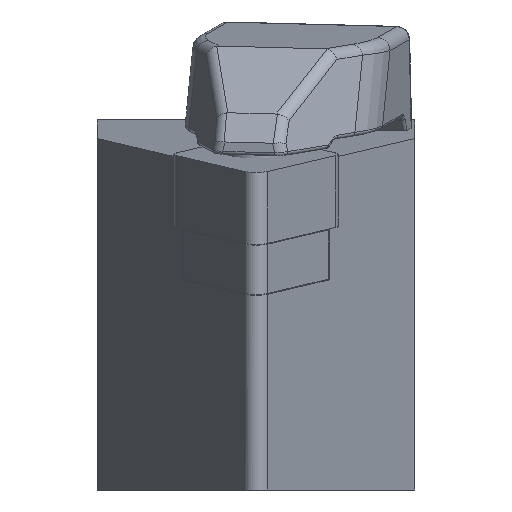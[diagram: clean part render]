
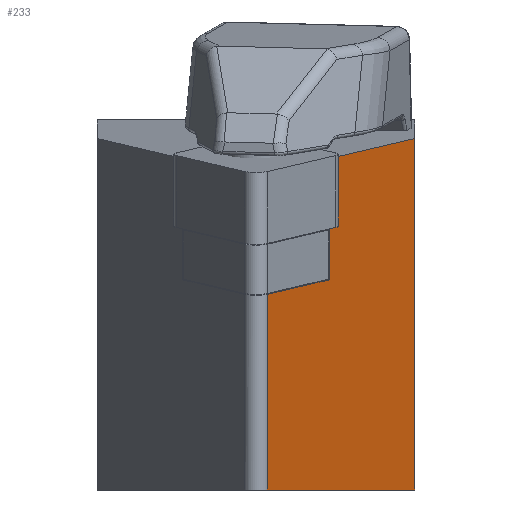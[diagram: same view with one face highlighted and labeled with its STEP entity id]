
A CAD part, left-side view. The second image highlights one B-rep face of the part: STEP entity #233.
In plain terms, the highlighted planar face has unit normal (-0.458, -0.887, -0.056).
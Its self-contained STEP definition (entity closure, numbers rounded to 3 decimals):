
#233=ADVANCED_FACE('',(#366),#328,.F.);
#328=PLANE('',#1717);
#366=FACE_OUTER_BOUND('',#459,.T.);
#459=EDGE_LOOP('',(#870,#871,#872,#873,#874,#875,#876));
#550=LINE('',#2373,#683);
#558=LINE('',#2390,#691);
#569=LINE('',#2411,#702);
#577=LINE('',#2439,#710);
#580=LINE('',#2444,#713);
#581=LINE('',#2445,#714);
#582=LINE('',#2447,#715);
#683=VECTOR('',#1886,1.);
#691=VECTOR('',#1898,1.);
#702=VECTOR('',#1915,1.);
#710=VECTOR('',#1939,1.);
#713=VECTOR('',#1944,1.);
#714=VECTOR('',#1945,1.);
#715=VECTOR('',#1946,1.);
#870=ORIENTED_EDGE('',*,*,#1456,.T.);
#871=ORIENTED_EDGE('',*,*,#1421,.T.);
#872=ORIENTED_EDGE('',*,*,#1457,.T.);
#873=ORIENTED_EDGE('',*,*,#1458,.T.);
#874=ORIENTED_EDGE('',*,*,#1440,.F.);
#875=ORIENTED_EDGE('',*,*,#1429,.T.);
#876=ORIENTED_EDGE('',*,*,#1453,.T.);
#1277=VERTEX_POINT('',#2370);
#1278=VERTEX_POINT('',#2372);
#1286=VERTEX_POINT('',#2391);
#1287=VERTEX_POINT('',#2392);
#1293=VERTEX_POINT('',#2412);
#1303=VERTEX_POINT('',#2437);
#1306=VERTEX_POINT('',#2446);
#1421=EDGE_CURVE('',#1277,#1278,#550,.T.);
#1429=EDGE_CURVE('',#1286,#1287,#558,.T.);
#1440=EDGE_CURVE('',#1286,#1293,#569,.T.);
#1453=EDGE_CURVE('',#1287,#1303,#577,.T.);
#1456=EDGE_CURVE('',#1303,#1277,#580,.T.);
#1457=EDGE_CURVE('',#1278,#1306,#581,.T.);
#1458=EDGE_CURVE('',#1306,#1293,#582,.T.);
#1717=AXIS2_PLACEMENT_3D('',#2448,#1947,#1948);
#1886=DIRECTION('',(-0.88,0.462,-0.108));
#1898=DIRECTION('',(-0.122,0.,0.993));
#1915=DIRECTION('',(-0.888,0.459,0.));
#1939=DIRECTION('',(-0.88,0.462,-0.108));
#1944=DIRECTION('',(0.122,0.,-0.993));
#1945=DIRECTION('',(-0.88,0.462,-0.108));
#1946=DIRECTION('',(0.122,0.,-0.993));
#1947=DIRECTION('',(0.458,0.887,0.056));
#1948=DIRECTION('',(-0.888,0.459,0.));
#2370=CARTESIAN_POINT('',(-116.672,18.328,-0.209));
#2372=CARTESIAN_POINT('',(-116.696,18.34,-0.212));
#2373=CARTESIAN_POINT('',(-124.132,22.24,-1.125));
#2390=CARTESIAN_POINT('',(-104.966,12.95,-10.774));
#2391=CARTESIAN_POINT('',(-104.632,12.95,-13.5));
#2392=CARTESIAN_POINT('',(-107.349,12.95,8.633));
#2411=CARTESIAN_POINT('',(-126.496,24.247,-13.5));
#2412=CARTESIAN_POINT('',(-122.612,22.24,-13.5));
#2437=CARTESIAN_POINT('',(-117.603,18.328,7.374));
#2439=CARTESIAN_POINT('',(-126.977,23.245,6.223));
#2444=CARTESIAN_POINT('',(-118.486,18.328,14.566));
#2445=CARTESIAN_POINT('',(-124.132,22.24,-1.125));
#2446=CARTESIAN_POINT('',(-124.132,22.24,-1.125));
#2447=CARTESIAN_POINT('',(-145.869,22.24,175.914));
#2448=CARTESIAN_POINT('',(-145.869,22.24,175.914));
